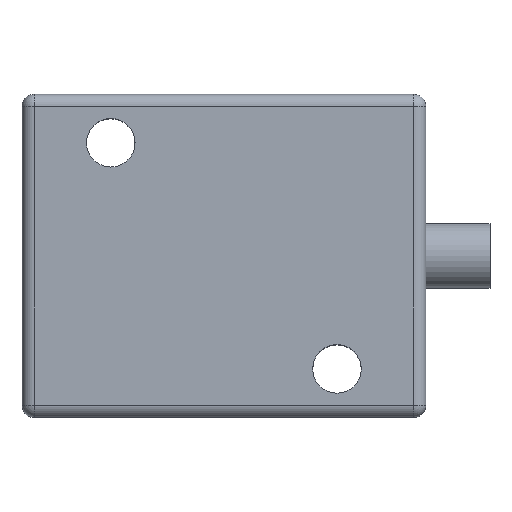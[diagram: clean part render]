
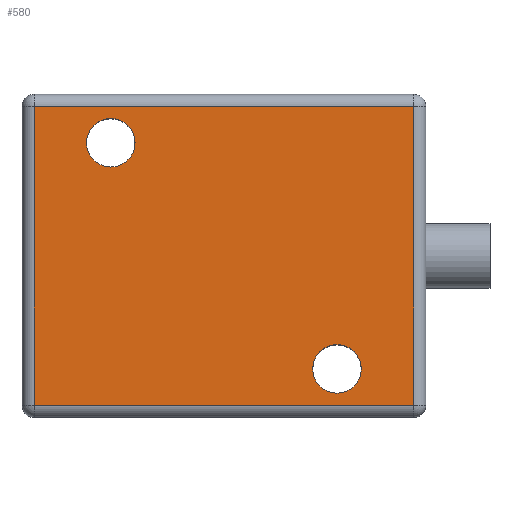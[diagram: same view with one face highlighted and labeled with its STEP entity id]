
A CAD part, top view. The second image highlights one B-rep face of the part: STEP entity #580.
In plain terms, the highlighted planar face has unit normal (0, 0, 1).
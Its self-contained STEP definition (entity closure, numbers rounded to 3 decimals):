
#38=LINE('',#1005,#73);
#39=LINE('',#1007,#74);
#40=LINE('',#1009,#75);
#41=LINE('',#1010,#76);
#73=VECTOR('',#808,10.);
#74=VECTOR('',#809,10.);
#75=VECTOR('',#810,10.);
#76=VECTOR('',#811,10.);
#117=FACE_BOUND('',#185,.T.);
#118=FACE_BOUND('',#186,.T.);
#141=FACE_OUTER_BOUND('',#184,.T.);
#184=EDGE_LOOP('',(#449,#450,#451,#452));
#185=EDGE_LOOP('',(#453));
#186=EDGE_LOOP('',(#454));
#224=CIRCLE('',#642,3.);
#226=CIRCLE('',#645,3.);
#270=VERTEX_POINT('',#951);
#272=VERTEX_POINT('',#957);
#286=VERTEX_POINT('',#1003);
#287=VERTEX_POINT('',#1004);
#288=VERTEX_POINT('',#1006);
#289=VERTEX_POINT('',#1008);
#317=EDGE_CURVE('',#270,#270,#224,.T.);
#320=EDGE_CURVE('',#272,#272,#226,.T.);
#343=EDGE_CURVE('',#286,#287,#38,.T.);
#344=EDGE_CURVE('',#288,#286,#39,.T.);
#345=EDGE_CURVE('',#289,#288,#40,.T.);
#346=EDGE_CURVE('',#287,#289,#41,.T.);
#449=ORIENTED_EDGE('',*,*,#343,.F.);
#450=ORIENTED_EDGE('',*,*,#344,.F.);
#451=ORIENTED_EDGE('',*,*,#345,.F.);
#452=ORIENTED_EDGE('',*,*,#346,.F.);
#453=ORIENTED_EDGE('',*,*,#317,.T.);
#454=ORIENTED_EDGE('',*,*,#320,.T.);
#558=PLANE('',#667);
#580=ADVANCED_FACE('',(#141,#117,#118),#558,.T.);
#642=AXIS2_PLACEMENT_3D('',#952,#746,#747);
#645=AXIS2_PLACEMENT_3D('',#958,#753,#754);
#667=AXIS2_PLACEMENT_3D('',#1002,#806,#807);
#746=DIRECTION('center_axis',(0.,0.,-1.));
#747=DIRECTION('ref_axis',(1.,0.,0.));
#753=DIRECTION('center_axis',(0.,0.,-1.));
#754=DIRECTION('ref_axis',(1.,0.,0.));
#806=DIRECTION('center_axis',(0.,0.,1.));
#807=DIRECTION('ref_axis',(1.,0.,0.));
#808=DIRECTION('',(0.,1.,0.));
#809=DIRECTION('',(-1.,0.,0.));
#810=DIRECTION('',(0.,-1.,0.));
#811=DIRECTION('',(1.,0.,0.));
#951=CARTESIAN_POINT('',(1.833,-13.804,10.));
#952=CARTESIAN_POINT('Origin',(4.833,-13.804,10.));
#957=CARTESIAN_POINT('',(-26.167,14.196,10.));
#958=CARTESIAN_POINT('Origin',(-23.167,14.196,10.));
#1002=CARTESIAN_POINT('Origin',(-9.167,0.196,10.));
#1003=CARTESIAN_POINT('',(-32.667,-18.304,10.));
#1004=CARTESIAN_POINT('',(-32.667,18.696,10.));
#1005=CARTESIAN_POINT('',(-32.667,10.196,10.));
#1006=CARTESIAN_POINT('',(14.333,-18.304,10.));
#1007=CARTESIAN_POINT('',(-21.667,-18.304,10.));
#1008=CARTESIAN_POINT('',(14.333,18.696,10.));
#1009=CARTESIAN_POINT('',(14.333,-9.804,10.));
#1010=CARTESIAN_POINT('',(3.333,18.696,10.));
